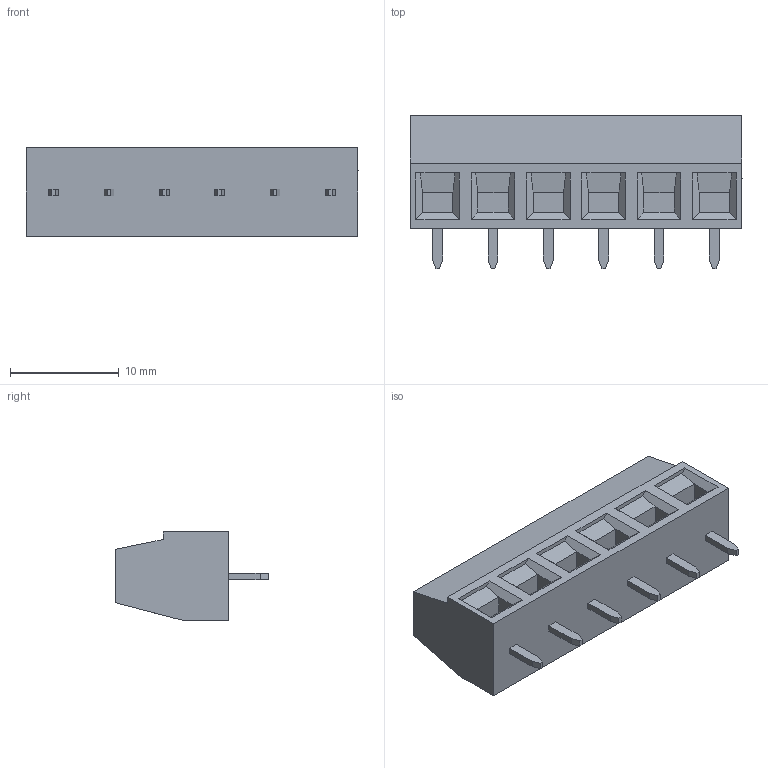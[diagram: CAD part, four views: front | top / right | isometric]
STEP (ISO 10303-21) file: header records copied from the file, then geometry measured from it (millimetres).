
FILE_DESCRIPTION (( 'STEP AP214' ), '1' );
FILE_NAME ('DG127-THR-5.08-06P-13-80AH.STEP', '2021-01-03T00:47:09', ( '' ), ( '' ), 'SwSTEP 2.0', 'SolidWorks 2020', '' );
FILE_SCHEMA (( 'AUTOMOTIVE_DESIGN' ));
Length unit declared in the file: millimetre
Products named in the file (1): DG127-THR-5.08-06P-13-80AH
Bounding box: 30.48 x 14.1 x 8.1 mm (x, y, z)
Volume: 1985.3 mm3; surface area: 1827.3 mm2
Topology: 1 solids, 1 shells, 578 faces, 1524 edges, 1006 vertices
Faces by surface type: plane 372, bspline 164, cylinder 24, torus 18
Entity records: 31083 total; most frequent: CARTESIAN_POINT 12677, ORIENTED_EDGE 3048, DIRECTION 2062, EDGE_CURVE 1524, VECTOR 1040, LINE 1040, VERTEX_POINT 1006, EDGE_LOOP 636
